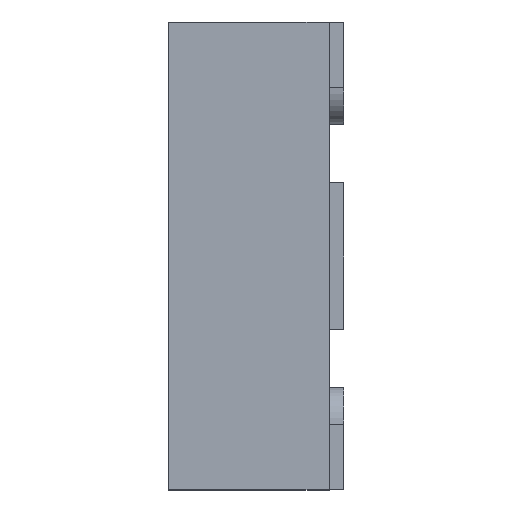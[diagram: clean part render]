
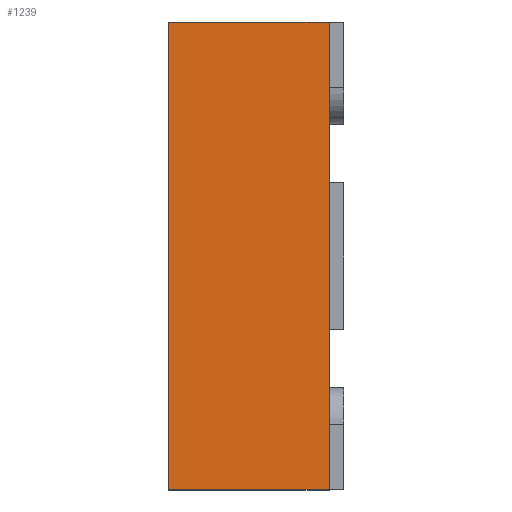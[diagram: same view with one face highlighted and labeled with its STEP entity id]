
A CAD part, left-side view. The second image highlights one B-rep face of the part: STEP entity #1239.
In plain terms, the highlighted planar face has unit normal (-1, 0, 0).
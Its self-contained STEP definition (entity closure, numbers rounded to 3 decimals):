
#75 = EDGE_CURVE ( 'NONE', #1188, #2510, #2346, .T. ) ;
#130 = CARTESIAN_POINT ( 'NONE',  ( -0.8, 0.55, -0.8 ) ) ;
#192 = FACE_OUTER_BOUND ( 'NONE', #645, .T. ) ;
#360 = AXIS2_PLACEMENT_3D ( 'NONE', #1949, #601, #623 ) ;
#369 = ORIENTED_EDGE ( 'NONE', *, *, #2373, .F. ) ;
#374 = CARTESIAN_POINT ( 'NONE',  ( -0.8, 0.55, 0.8 ) ) ;
#415 = PLANE ( 'NONE',  #360 ) ;
#448 = VERTEX_POINT ( 'NONE', #2348 ) ;
#455 = CARTESIAN_POINT ( 'NONE',  ( -0.8, 0., 0.8 ) ) ;
#601 = DIRECTION ( 'NONE',  ( 1., 0., 0. ) ) ;
#623 = DIRECTION ( 'NONE',  ( 0., 0., -1. ) ) ;
#645 = EDGE_LOOP ( 'NONE', ( #2125, #1010, #369, #1960 ) ) ;
#667 = VECTOR ( 'NONE', #1939, 1000. ) ;
#686 = DIRECTION ( 'NONE',  ( 0., 0., 1. ) ) ;
#860 = CARTESIAN_POINT ( 'NONE',  ( -0.8, 0.55, -0.8 ) ) ;
#903 = LINE ( 'NONE', #2440, #2450 ) ;
#1010 = ORIENTED_EDGE ( 'NONE', *, *, #1297, .F. ) ;
#1188 = VERTEX_POINT ( 'NONE', #860 ) ;
#1239 = ADVANCED_FACE ( 'NONE', ( #192 ), #415, .F. ) ;
#1297 = EDGE_CURVE ( 'NONE', #2213, #448, #2851, .T. ) ;
#1385 = EDGE_CURVE ( 'NONE', #2510, #448, #2711, .T. ) ;
#1777 = DIRECTION ( 'NONE',  ( 0., 0., 1. ) ) ;
#1792 = CARTESIAN_POINT ( 'NONE',  ( -0.8, 0., -0.8 ) ) ;
#1809 = CARTESIAN_POINT ( 'NONE',  ( -0.8, 0.55, 0.8 ) ) ;
#1939 = DIRECTION ( 'NONE',  ( 0., -1., 0. ) ) ;
#1949 = CARTESIAN_POINT ( 'NONE',  ( -0.8, 0.55, 0.8 ) ) ;
#1960 = ORIENTED_EDGE ( 'NONE', *, *, #75, .T. ) ;
#2125 = ORIENTED_EDGE ( 'NONE', *, *, #1385, .T. ) ;
#2213 = VERTEX_POINT ( 'NONE', #374 ) ;
#2346 = LINE ( 'NONE', #130, #667 ) ;
#2348 = CARTESIAN_POINT ( 'NONE',  ( -0.8, 0., 0.8 ) ) ;
#2373 = EDGE_CURVE ( 'NONE', #1188, #2213, #903, .T. ) ;
#2440 = CARTESIAN_POINT ( 'NONE',  ( -0.8, 0.55, 0.8 ) ) ;
#2450 = VECTOR ( 'NONE', #1777, 1000. ) ;
#2510 = VERTEX_POINT ( 'NONE', #1792 ) ;
#2645 = VECTOR ( 'NONE', #2925, 1000. ) ;
#2711 = LINE ( 'NONE', #455, #2919 ) ;
#2851 = LINE ( 'NONE', #1809, #2645 ) ;
#2919 = VECTOR ( 'NONE', #686, 1000. ) ;
#2925 = DIRECTION ( 'NONE',  ( 0., -1., 0. ) ) ;
